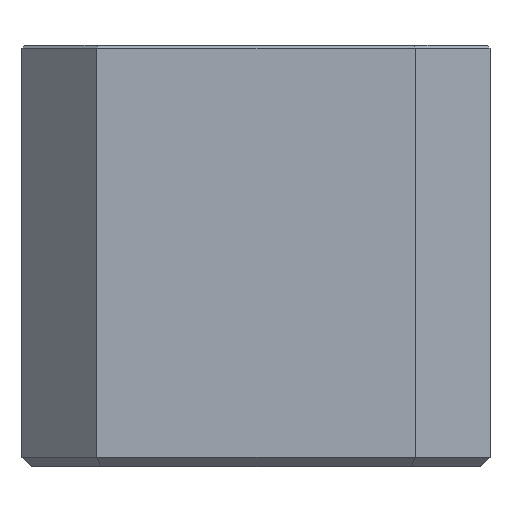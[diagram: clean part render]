
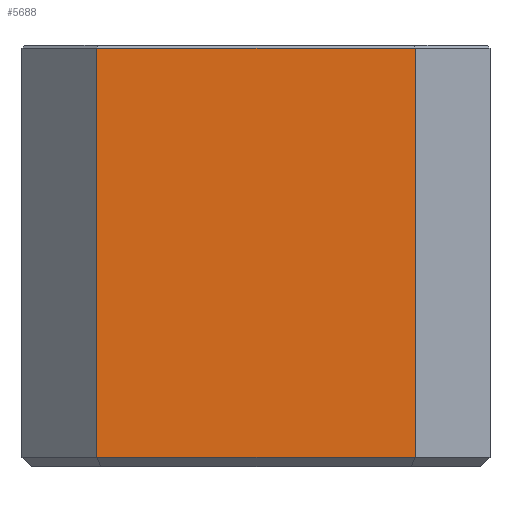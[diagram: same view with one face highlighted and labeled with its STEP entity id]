
A CAD part, left-side view. The second image highlights one B-rep face of the part: STEP entity #5688.
In plain terms, the highlighted planar face has unit normal (-1, 0, 0).
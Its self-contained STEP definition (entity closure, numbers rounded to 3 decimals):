
#12 = PLANE ( 'NONE',  #25856 ) ;
#207 = DIRECTION ( 'NONE',  ( 1., 0., 0. ) ) ;
#337 = EDGE_CURVE ( 'NONE', #19484, #17376, #22391, .T. ) ;
#520 = CARTESIAN_POINT ( 'NONE',  ( -32.5, -17., 22.2 ) ) ;
#1928 = CARTESIAN_POINT ( 'NONE',  ( -32.5, 25., -21.5 ) ) ;
#3062 = ORIENTED_EDGE ( 'NONE', *, *, #27212, .T. ) ;
#3339 = LINE ( 'NONE', #1928, #7997 ) ;
#3787 = DIRECTION ( 'NONE',  ( 0., 1., 0. ) ) ;
#3992 = CARTESIAN_POINT ( 'NONE',  ( -32.5, 17., 22.2 ) ) ;
#5688 = ADVANCED_FACE ( 'NONE', ( #14009 ), #12, .F. ) ;
#5938 = VERTEX_POINT ( 'NONE', #11121 ) ;
#6327 = DIRECTION ( 'NONE',  ( 0., 0., 1. ) ) ;
#7599 = EDGE_CURVE ( 'NONE', #5938, #19484, #8442, .T. ) ;
#7898 = VERTEX_POINT ( 'NONE', #17508 ) ;
#7997 = VECTOR ( 'NONE', #25017, 1000. ) ;
#8133 = CARTESIAN_POINT ( 'NONE',  ( -32.5, 17., 22.2 ) ) ;
#8442 = LINE ( 'NONE', #11434, #16383 ) ;
#8805 = CARTESIAN_POINT ( 'NONE',  ( -32.5, 17., 22.5 ) ) ;
#10909 = CARTESIAN_POINT ( 'NONE',  ( -32.5, 25., 22.5 ) ) ;
#11121 = CARTESIAN_POINT ( 'NONE',  ( -32.5, -17., -21.5 ) ) ;
#11434 = CARTESIAN_POINT ( 'NONE',  ( -32.5, -17., 22.5 ) ) ;
#14009 = FACE_OUTER_BOUND ( 'NONE', #17612, .T. ) ;
#15124 = DIRECTION ( 'NONE',  ( 0., 0., -1. ) ) ;
#15343 = ORIENTED_EDGE ( 'NONE', *, *, #337, .T. ) ;
#16383 = VECTOR ( 'NONE', #6327, 1000. ) ;
#17376 = VERTEX_POINT ( 'NONE', #3992 ) ;
#17508 = CARTESIAN_POINT ( 'NONE',  ( -32.5, 17., -21.5 ) ) ;
#17612 = EDGE_LOOP ( 'NONE', ( #27359, #15343, #3062, #19725 ) ) ;
#19484 = VERTEX_POINT ( 'NONE', #520 ) ;
#19725 = ORIENTED_EDGE ( 'NONE', *, *, #23241, .T. ) ;
#19861 = VECTOR ( 'NONE', #25995, 1000. ) ;
#22391 = LINE ( 'NONE', #8133, #26322 ) ;
#23241 = EDGE_CURVE ( 'NONE', #7898, #5938, #3339, .T. ) ;
#23834 = LINE ( 'NONE', #8805, #19861 ) ;
#25017 = DIRECTION ( 'NONE',  ( 0., -1., 0. ) ) ;
#25856 = AXIS2_PLACEMENT_3D ( 'NONE', #10909, #207, #15124 ) ;
#25995 = DIRECTION ( 'NONE',  ( 0., 0., -1. ) ) ;
#26322 = VECTOR ( 'NONE', #3787, 1000. ) ;
#27212 = EDGE_CURVE ( 'NONE', #17376, #7898, #23834, .T. ) ;
#27359 = ORIENTED_EDGE ( 'NONE', *, *, #7599, .T. ) ;
